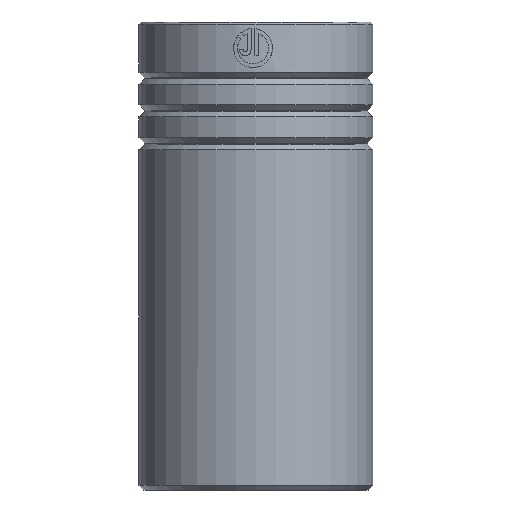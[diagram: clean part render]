
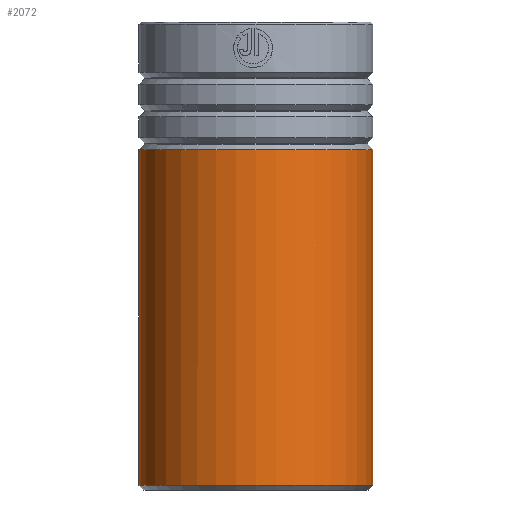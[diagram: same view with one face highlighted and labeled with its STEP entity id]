
A CAD part, front view. The second image highlights one B-rep face of the part: STEP entity #2072.
In plain terms, the highlighted cylindrical face has radius 25 mm (diameter 50 mm), a partial arc.
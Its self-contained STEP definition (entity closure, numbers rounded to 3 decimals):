
#14 = CARTESIAN_POINT ( 'NONE',  ( 0., 0., 100. ) ) ;
#33 = VERTEX_POINT ( 'NONE', #814 ) ;
#50 = ORIENTED_EDGE ( 'NONE', *, *, #192, .T. ) ;
#104 = DIRECTION ( 'NONE',  ( 0., 0., -1. ) ) ;
#148 = CARTESIAN_POINT ( 'NONE',  ( 0., 0., 1. ) ) ;
#192 = EDGE_CURVE ( 'NONE', #1179, #33, #489, .T. ) ;
#197 = AXIS2_PLACEMENT_3D ( 'NONE', #2444, #2240, #2420 ) ;
#203 = ORIENTED_EDGE ( 'NONE', *, *, #515, .T. ) ;
#480 = CARTESIAN_POINT ( 'NONE',  ( 25., 0., 100. ) ) ;
#489 = LINE ( 'NONE', #2578, #2152 ) ;
#515 = EDGE_CURVE ( 'NONE', #33, #2381, #1584, .T. ) ;
#635 = DIRECTION ( 'NONE',  ( -1., 0., 0. ) ) ;
#814 = CARTESIAN_POINT ( 'NONE',  ( -25., 0., 1. ) ) ;
#963 = ORIENTED_EDGE ( 'NONE', *, *, #1286, .F. ) ;
#1095 = LINE ( 'NONE', #480, #1196 ) ;
#1179 = VERTEX_POINT ( 'NONE', #2095 ) ;
#1196 = VECTOR ( 'NONE', #1913, 1000. ) ;
#1226 = ORIENTED_EDGE ( 'NONE', *, *, #2640, .T. ) ;
#1249 = CYLINDRICAL_SURFACE ( 'NONE', #2495, 25. ) ;
#1261 = CARTESIAN_POINT ( 'NONE',  ( 25., 0., 1. ) ) ;
#1286 = EDGE_CURVE ( 'NONE', #2521, #2381, #1095, .T. ) ;
#1413 = CIRCLE ( 'NONE', #197, 25. ) ;
#1492 = AXIS2_PLACEMENT_3D ( 'NONE', #148, #1838, #2248 ) ;
#1584 = CIRCLE ( 'NONE', #1492, 25. ) ;
#1675 = DIRECTION ( 'NONE',  ( 0., 0., -1. ) ) ;
#1838 = DIRECTION ( 'NONE',  ( 0., 0., 1. ) ) ;
#1913 = DIRECTION ( 'NONE',  ( 0., 0., -1. ) ) ;
#2026 = CARTESIAN_POINT ( 'NONE',  ( 25., 0., 72.717 ) ) ;
#2072 = ADVANCED_FACE ( 'NONE', ( #2443 ), #1249, .T. ) ;
#2095 = CARTESIAN_POINT ( 'NONE',  ( -25., 0., 72.717 ) ) ;
#2152 = VECTOR ( 'NONE', #104, 1000. ) ;
#2240 = DIRECTION ( 'NONE',  ( 0., 0., -1. ) ) ;
#2248 = DIRECTION ( 'NONE',  ( 1., 0., 0. ) ) ;
#2381 = VERTEX_POINT ( 'NONE', #1261 ) ;
#2420 = DIRECTION ( 'NONE',  ( -1., 0., 0. ) ) ;
#2441 = EDGE_LOOP ( 'NONE', ( #963, #1226, #50, #203 ) ) ;
#2443 = FACE_OUTER_BOUND ( 'NONE', #2441, .T. ) ;
#2444 = CARTESIAN_POINT ( 'NONE',  ( 0., 0., 72.717 ) ) ;
#2495 = AXIS2_PLACEMENT_3D ( 'NONE', #14, #1675, #635 ) ;
#2521 = VERTEX_POINT ( 'NONE', #2026 ) ;
#2578 = CARTESIAN_POINT ( 'NONE',  ( -25., 0., 100. ) ) ;
#2640 = EDGE_CURVE ( 'NONE', #2521, #1179, #1413, .T. ) ;
